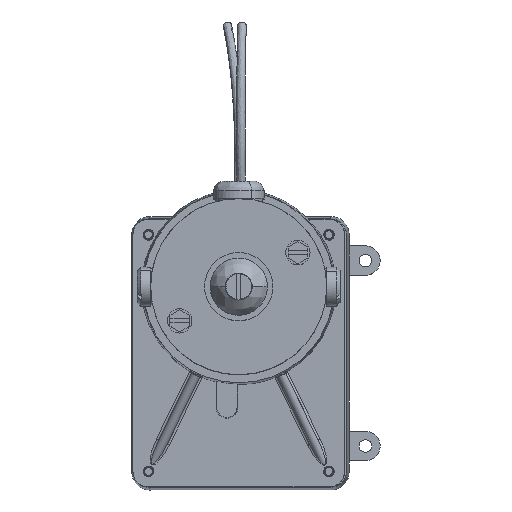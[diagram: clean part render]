
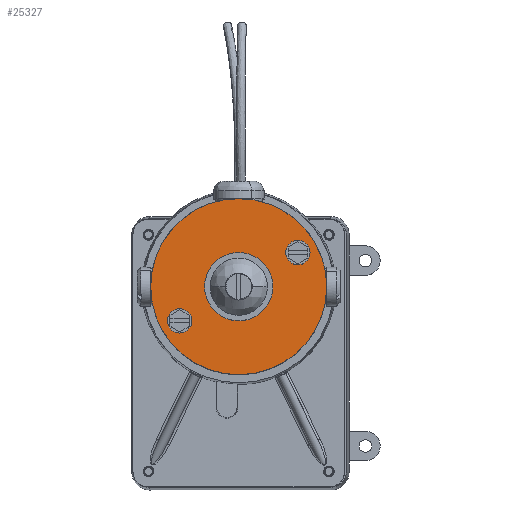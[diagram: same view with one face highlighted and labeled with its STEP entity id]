
A CAD part, top view. The second image highlights one B-rep face of the part: STEP entity #25327.
In plain terms, the highlighted planar face has unit normal (0, 0, 1).
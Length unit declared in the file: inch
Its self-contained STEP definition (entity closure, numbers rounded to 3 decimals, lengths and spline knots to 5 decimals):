
#262 = PLANE ( 'NONE',  #10475 ) ;
#728 = FACE_BOUND ( 'NONE', #33439, .T. ) ;
#1804 = CARTESIAN_POINT ( 'NONE',  ( 0., 0., 1.8725 ) ) ;
#3336 = ORIENTED_EDGE ( 'NONE', *, *, #13136, .F. ) ;
#4451 = CARTESIAN_POINT ( 'NONE',  ( 0.66427, 0.4375, 1.8725 ) ) ;
#4721 = AXIS2_PLACEMENT_3D ( 'NONE', #17981, #10424, #7579 ) ;
#5266 = EDGE_LOOP ( 'NONE', ( #19046, #28445 ) ) ;
#6958 = CARTESIAN_POINT ( 'NONE',  ( -0.4375, 0., 1.8725 ) ) ;
#7136 = VERTEX_POINT ( 'NONE', #42190 ) ;
#7313 = FACE_OUTER_BOUND ( 'NONE', #5266, .T. ) ;
#7579 = DIRECTION ( 'NONE',  ( 1., 0., 0. ) ) ;
#7776 = EDGE_CURVE ( 'NONE', #37889, #36271, #22318, .T. ) ;
#8759 = CARTESIAN_POINT ( 'NONE',  ( 0.75777, 0.4375, 1.8725 ) ) ;
#8999 = EDGE_LOOP ( 'NONE', ( #3336, #17734 ) ) ;
#9316 = DIRECTION ( 'NONE',  ( 1., 0., 0. ) ) ;
#9876 = CIRCLE ( 'NONE', #21903, 0.0935 ) ;
#10424 = DIRECTION ( 'NONE',  ( 0., 0., -1. ) ) ;
#10425 = CARTESIAN_POINT ( 'NONE',  ( -0.85127, -0.4375, 1.8725 ) ) ;
#10475 = AXIS2_PLACEMENT_3D ( 'NONE', #25488, #21937, #19092 ) ;
#10496 = CARTESIAN_POINT ( 'NONE',  ( 0., 0., 1.8725 ) ) ;
#11063 = FACE_BOUND ( 'NONE', #19974, .T. ) ;
#11958 = AXIS2_PLACEMENT_3D ( 'NONE', #44946, #13569, #30820 ) ;
#12088 = ORIENTED_EDGE ( 'NONE', *, *, #13918, .F. ) ;
#13136 = EDGE_CURVE ( 'NONE', #36271, #37889, #44500, .T. ) ;
#13487 = DIRECTION ( 'NONE',  ( -1., 0., 0. ) ) ;
#13569 = DIRECTION ( 'NONE',  ( 0., 0., 1. ) ) ;
#13918 = EDGE_CURVE ( 'NONE', #17307, #30798, #9876, .T. ) ;
#13994 = CIRCLE ( 'NONE', #16244, 0.4375 ) ;
#14491 = DIRECTION ( 'NONE',  ( 0., 0., 1. ) ) ;
#14848 = FACE_BOUND ( 'NONE', #8999, .T. ) ;
#14877 = VERTEX_POINT ( 'NONE', #23174 ) ;
#16161 = DIRECTION ( 'NONE',  ( 0., 0., -1. ) ) ;
#16244 = AXIS2_PLACEMENT_3D ( 'NONE', #17791, #36398, #35491 ) ;
#16474 = CIRCLE ( 'NONE', #11958, 0.0935 ) ;
#17307 = VERTEX_POINT ( 'NONE', #10425 ) ;
#17701 = CARTESIAN_POINT ( 'NONE',  ( -0.75777, -0.4375, 1.8725 ) ) ;
#17734 = ORIENTED_EDGE ( 'NONE', *, *, #7776, .F. ) ;
#17791 = CARTESIAN_POINT ( 'NONE',  ( 0., 0., 1.8725 ) ) ;
#17981 = CARTESIAN_POINT ( 'NONE',  ( 0., 0., 1.8725 ) ) ;
#19036 = CARTESIAN_POINT ( 'NONE',  ( -0.66427, -0.4375, 1.8725 ) ) ;
#19046 = ORIENTED_EDGE ( 'NONE', *, *, #38499, .F. ) ;
#19092 = DIRECTION ( 'NONE',  ( -1., 0., 0. ) ) ;
#19974 = EDGE_LOOP ( 'NONE', ( #12088, #21673 ) ) ;
#20169 = CIRCLE ( 'NONE', #39008, 0.4375 ) ;
#20566 = CIRCLE ( 'NONE', #4721, 1.128 ) ;
#20764 = CARTESIAN_POINT ( 'NONE',  ( 0.85127, 0.4375, 1.8725 ) ) ;
#21480 = DIRECTION ( 'NONE',  ( 0., 0., 1. ) ) ;
#21673 = ORIENTED_EDGE ( 'NONE', *, *, #35828, .F. ) ;
#21903 = AXIS2_PLACEMENT_3D ( 'NONE', #17701, #21480, #46471 ) ;
#21937 = DIRECTION ( 'NONE',  ( 0., 0., -1. ) ) ;
#22318 = CIRCLE ( 'NONE', #44128, 0.0935 ) ;
#23174 = CARTESIAN_POINT ( 'NONE',  ( 0.4375, 0., 1.8725 ) ) ;
#23177 = DIRECTION ( 'NONE',  ( 0., 0., 1. ) ) ;
#23752 = EDGE_CURVE ( 'NONE', #7136, #30634, #32917, .T. ) ;
#24916 = DIRECTION ( 'NONE',  ( -1., 0., 0. ) ) ;
#25327 = ADVANCED_FACE ( 'NONE', ( #728, #7313, #11063, #14848 ), #262, .F. ) ;
#25488 = CARTESIAN_POINT ( 'NONE',  ( 0., 0., 1.8725 ) ) ;
#25685 = ORIENTED_EDGE ( 'NONE', *, *, #33224, .F. ) ;
#28445 = ORIENTED_EDGE ( 'NONE', *, *, #23752, .F. ) ;
#30634 = VERTEX_POINT ( 'NONE', #41011 ) ;
#30798 = VERTEX_POINT ( 'NONE', #19036 ) ;
#30820 = DIRECTION ( 'NONE',  ( -1., 0., 0. ) ) ;
#32213 = CARTESIAN_POINT ( 'NONE',  ( 0.75777, 0.4375, 1.8725 ) ) ;
#32917 = CIRCLE ( 'NONE', #44218, 1.128 ) ;
#33114 = VERTEX_POINT ( 'NONE', #6958 ) ;
#33224 = EDGE_CURVE ( 'NONE', #33114, #14877, #20169, .T. ) ;
#33439 = EDGE_LOOP ( 'NONE', ( #25685, #44854 ) ) ;
#33939 = AXIS2_PLACEMENT_3D ( 'NONE', #32213, #46356, #43262 ) ;
#35491 = DIRECTION ( 'NONE',  ( -1., 0., 0. ) ) ;
#35828 = EDGE_CURVE ( 'NONE', #30798, #17307, #16474, .T. ) ;
#36271 = VERTEX_POINT ( 'NONE', #4451 ) ;
#36398 = DIRECTION ( 'NONE',  ( 0., 0., 1. ) ) ;
#37889 = VERTEX_POINT ( 'NONE', #20764 ) ;
#38499 = EDGE_CURVE ( 'NONE', #30634, #7136, #20566, .T. ) ;
#39008 = AXIS2_PLACEMENT_3D ( 'NONE', #10496, #14491, #24916 ) ;
#41011 = CARTESIAN_POINT ( 'NONE',  ( 1.128, 0., 1.8725 ) ) ;
#41409 = EDGE_CURVE ( 'NONE', #14877, #33114, #13994, .T. ) ;
#42190 = CARTESIAN_POINT ( 'NONE',  ( -1.128, 0., 1.8725 ) ) ;
#43262 = DIRECTION ( 'NONE',  ( -1., 0., 0. ) ) ;
#44128 = AXIS2_PLACEMENT_3D ( 'NONE', #8759, #23177, #13487 ) ;
#44218 = AXIS2_PLACEMENT_3D ( 'NONE', #1804, #16161, #9316 ) ;
#44500 = CIRCLE ( 'NONE', #33939, 0.0935 ) ;
#44854 = ORIENTED_EDGE ( 'NONE', *, *, #41409, .F. ) ;
#44946 = CARTESIAN_POINT ( 'NONE',  ( -0.75777, -0.4375, 1.8725 ) ) ;
#46356 = DIRECTION ( 'NONE',  ( 0., 0., 1. ) ) ;
#46471 = DIRECTION ( 'NONE',  ( -1., 0., 0. ) ) ;
